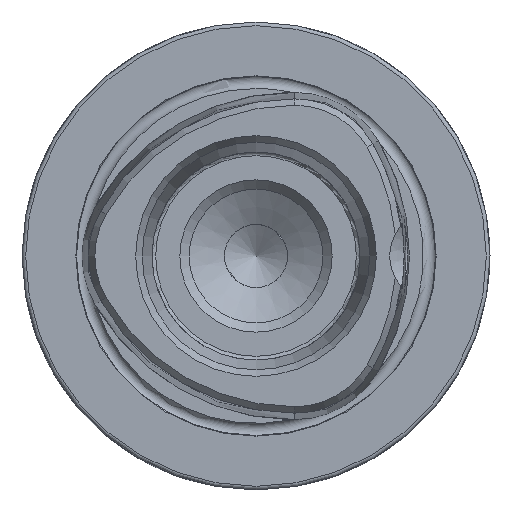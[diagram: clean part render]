
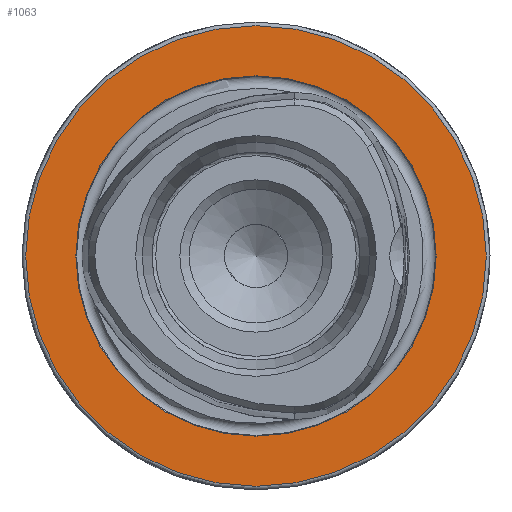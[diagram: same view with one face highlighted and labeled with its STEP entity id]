
A CAD part, left-side view. The second image highlights one B-rep face of the part: STEP entity #1063.
In plain terms, the highlighted planar face has unit normal (-1, 0, 0).
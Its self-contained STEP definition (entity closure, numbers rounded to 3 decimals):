
#181 = AXIS2_PLACEMENT_3D ( 'NONE', #4357, #6131, #2037 ) ;
#467 = ORIENTED_EDGE ( 'NONE', *, *, #4452, .T. ) ;
#631 = EDGE_CURVE ( 'NONE', #6275, #6275, #7365, .T. ) ;
#685 = ORIENTED_EDGE ( 'NONE', *, *, #631, .F. ) ;
#1042 = AXIS2_PLACEMENT_3D ( 'NONE', #2117, #5507, #6119 ) ;
#1063 = ADVANCED_FACE ( 'NONE', ( #1969, #2334 ), #1472, .F. ) ;
#1472 = PLANE ( 'NONE',  #1042 ) ;
#1969 = FACE_BOUND ( 'NONE', #7278, .T. ) ;
#2037 = DIRECTION ( 'NONE',  ( 0., 0., 1. ) ) ;
#2061 = CARTESIAN_POINT ( 'NONE',  ( 0., 0., 31. ) ) ;
#2117 = CARTESIAN_POINT ( 'NONE',  ( 0., 24.25, 0. ) ) ;
#2129 = EDGE_LOOP ( 'NONE', ( #467 ) ) ;
#2231 = CIRCLE ( 'NONE', #181, 31. ) ;
#2334 = FACE_OUTER_BOUND ( 'NONE', #2129, .T. ) ;
#2819 = CARTESIAN_POINT ( 'NONE',  ( 0., 0., 0. ) ) ;
#3784 = VERTEX_POINT ( 'NONE', #2061 ) ;
#4357 = CARTESIAN_POINT ( 'NONE',  ( 0., 0., 0. ) ) ;
#4452 = EDGE_CURVE ( 'NONE', #3784, #3784, #2231, .T. ) ;
#4944 = AXIS2_PLACEMENT_3D ( 'NONE', #2819, #5696, #7422 ) ;
#5507 = DIRECTION ( 'NONE',  ( 1., 0., 0. ) ) ;
#5696 = DIRECTION ( 'NONE',  ( -1., 0., 0. ) ) ;
#6119 = DIRECTION ( 'NONE',  ( 0., 0., -1. ) ) ;
#6131 = DIRECTION ( 'NONE',  ( -1., 0., 0. ) ) ;
#6275 = VERTEX_POINT ( 'NONE', #6632 ) ;
#6632 = CARTESIAN_POINT ( 'NONE',  ( 0., 0., 24.25 ) ) ;
#7278 = EDGE_LOOP ( 'NONE', ( #685 ) ) ;
#7365 = CIRCLE ( 'NONE', #4944, 24.25 ) ;
#7422 = DIRECTION ( 'NONE',  ( 0., 0., 1. ) ) ;
